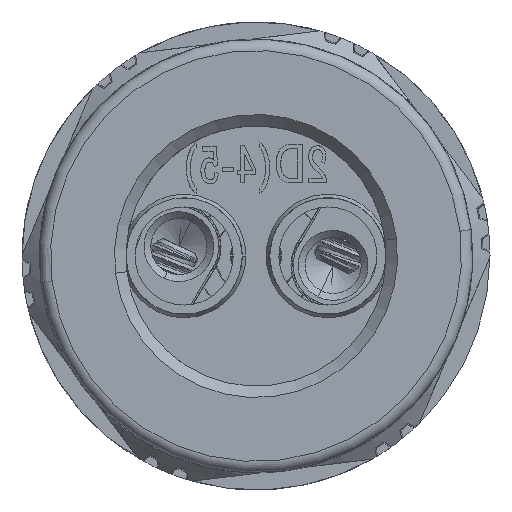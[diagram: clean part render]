
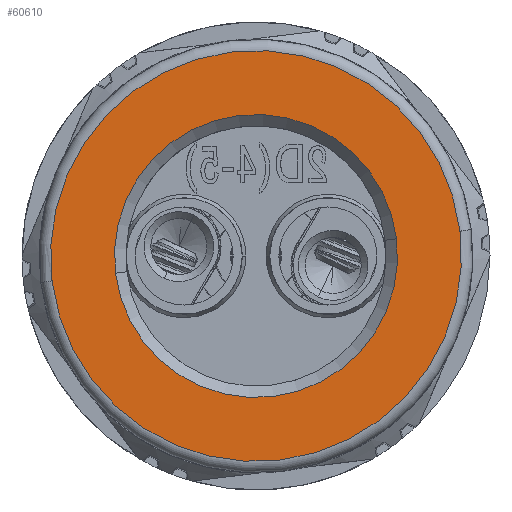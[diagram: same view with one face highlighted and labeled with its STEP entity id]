
A CAD part, front view. The second image highlights one B-rep face of the part: STEP entity #60610.
In plain terms, the highlighted planar face has unit normal (0, -1, 0).
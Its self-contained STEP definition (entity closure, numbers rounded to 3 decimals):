
#11758=CARTESIAN_POINT('',(0.,-48.6,0.));
#11759=DIRECTION('',(0.,-1.,0.));
#11760=DIRECTION('',(0.993,0.,0.117));
#11761=AXIS2_PLACEMENT_3D('',#11758,#11759,#11760);
#11778=CARTESIAN_POINT('',(0.,-48.6,0.));
#11779=DIRECTION('',(0.,1.,0.));
#11780=DIRECTION('',(-0.993,0.,-0.117));
#11781=AXIS2_PLACEMENT_3D('',#11778,#11779,#11780);
#11783=CARTESIAN_POINT('',(0.,-48.6,0.));
#11784=DIRECTION('',(0.,1.,0.));
#11785=DIRECTION('',(0.993,0.,0.117));
#11786=AXIS2_PLACEMENT_3D('',#11783,#11784,#11785);
#11788=CARTESIAN_POINT('',(0.,-48.6,0.));
#11789=DIRECTION('',(0.,-1.,0.));
#11790=DIRECTION('',(0.993,0.,0.122));
#11791=AXIS2_PLACEMENT_3D('',#11788,#11789,#11790);
#11793=CARTESIAN_POINT('',(0.,-48.6,0.));
#11794=DIRECTION('',(0.,-1.,0.));
#11795=DIRECTION('',(-0.122,0.,0.993));
#11796=AXIS2_PLACEMENT_3D('',#11793,#11794,#11795);
#11798=CARTESIAN_POINT('',(0.,-48.6,0.));
#11799=DIRECTION('',(0.,-1.,0.));
#11800=DIRECTION('',(-0.993,0.,-0.122));
#11801=AXIS2_PLACEMENT_3D('',#11798,#11799,#11800);
#11803=CARTESIAN_POINT('',(0.,-48.6,0.));
#11804=DIRECTION('',(0.,-1.,0.));
#11805=DIRECTION('',(0.122,0.,-0.993));
#11806=AXIS2_PLACEMENT_3D('',#11803,#11804,#11805);
#11808=CARTESIAN_POINT('',(0.,-48.6,0.));
#11809=DIRECTION('',(0.,-1.,0.));
#11810=DIRECTION('',(-0.993,0.,-0.117));
#11811=AXIS2_PLACEMENT_3D('',#11808,#11809,#11810);
#41212=CARTESIAN_POINT('',(8.939,-48.6,1.05));
#41213=CARTESIAN_POINT('',(-8.933,-48.6,-1.097));
#41214=VERTEX_POINT('',#41212);
#41215=VERTEX_POINT('',#41213);
#41216=CARTESIAN_POINT('',(8.933,-48.6,1.097));
#41217=VERTEX_POINT('',#41216);
#41218=CARTESIAN_POINT('',(-8.939,-48.6,-1.05));
#41219=VERTEX_POINT('',#41218);
#41220=CARTESIAN_POINT('',(6.154,-48.6,0.756));
#41221=CARTESIAN_POINT('',(-0.756,-48.6,6.154));
#41222=VERTEX_POINT('',#41220);
#41223=VERTEX_POINT('',#41221);
#41224=CARTESIAN_POINT('',(-6.154,-48.6,-0.756));
#41225=VERTEX_POINT('',#41224);
#41226=CARTESIAN_POINT('',(0.756,-48.6,-6.154));
#41227=VERTEX_POINT('',#41226);
#60587=CARTESIAN_POINT('',(0.,-48.6,0.));
#60588=DIRECTION('',(0.,-1.,0.));
#60589=DIRECTION('',(-0.993,0.,-0.122));
#60590=AXIS2_PLACEMENT_3D('',#60587,#60588,#60589);
#60591=PLANE('',#60590);
#60593=ORIENTED_EDGE('',*,*,#60592,.F.);
#60595=ORIENTED_EDGE('',*,*,#60594,.T.);
#60596=ORIENTED_EDGE('',*,*,#60576,.F.);
#60597=ORIENTED_EDGE('',*,*,#60574,.T.);
#60598=EDGE_LOOP('',(#60593,#60595,#60596,#60597));
#60599=FACE_OUTER_BOUND('',#60598,.F.);
#60601=ORIENTED_EDGE('',*,*,#60600,.T.);
#60603=ORIENTED_EDGE('',*,*,#60602,.T.);
#60605=ORIENTED_EDGE('',*,*,#60604,.T.);
#60607=ORIENTED_EDGE('',*,*,#60606,.T.);
#60608=EDGE_LOOP('',(#60601,#60603,#60605,#60607));
#60609=FACE_BOUND('',#60608,.F.);
#11762=CIRCLE('',#11761,9.);
#11782=CIRCLE('',#11781,9.);
#11787=CIRCLE('',#11786,9.);
#11792=CIRCLE('',#11791,6.2);
#11797=CIRCLE('',#11796,6.2);
#11802=CIRCLE('',#11801,6.2);
#11807=CIRCLE('',#11806,6.2);
#11812=CIRCLE('',#11811,9.);
#60574=EDGE_CURVE('',#41214,#41215,#11787,.T.);
#60576=EDGE_CURVE('',#41214,#41217,#11762,.T.);
#60592=EDGE_CURVE('',#41219,#41215,#11812,.T.);
#60594=EDGE_CURVE('',#41219,#41217,#11782,.T.);
#60600=EDGE_CURVE('',#41222,#41223,#11792,.T.);
#60602=EDGE_CURVE('',#41223,#41225,#11797,.T.);
#60604=EDGE_CURVE('',#41225,#41227,#11802,.T.);
#60606=EDGE_CURVE('',#41227,#41222,#11807,.T.);
#60610=ADVANCED_FACE('',(#60599,#60609),#60591,.T.);
